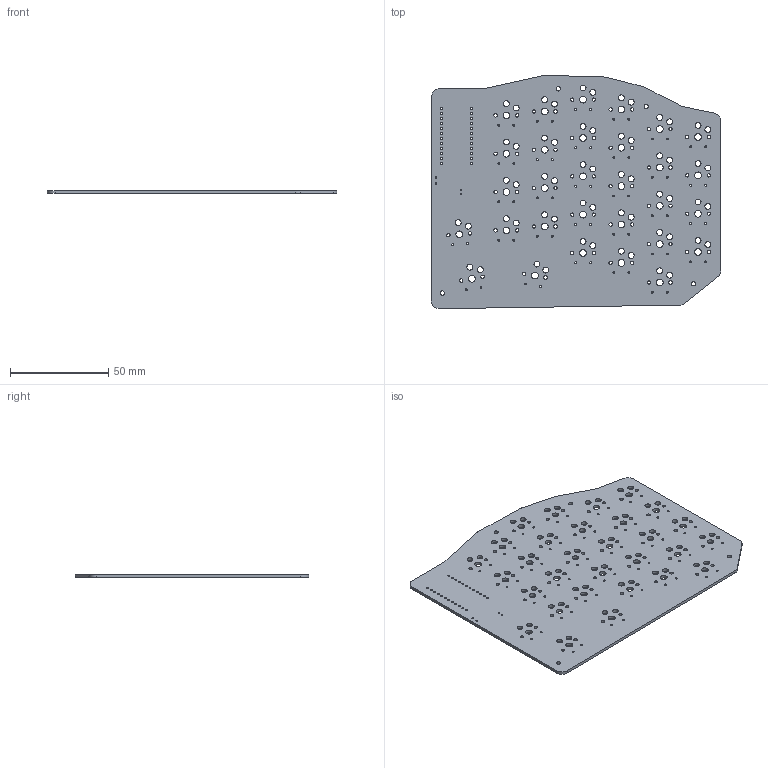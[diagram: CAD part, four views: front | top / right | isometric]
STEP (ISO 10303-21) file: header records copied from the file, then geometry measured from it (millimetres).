
FILE_DESCRIPTION(('KiCad electronic assembly'),'2;1');
FILE_NAME('right_finished.step','2025-06-07T03:36:03',('Pcbnew'),( 'Kicad'),'Open CASCADE STEP processor 7.8','KiCad to STEP converter' ,'Unknown');
FILE_SCHEMA(('AUTOMOTIVE_DESIGN { 1 0 10303 214 1 1 1 1 }'));
Length unit declared in the file: millimetre
Products named in the file (2): right_finished 1; right_finished_PCB
Assembly tree (1 placements, depth 2):
  right_finished 1
    right_finished_PCB
Bounding box: 147.18 x 118.71 x 1.51 mm (x, y, z)
Volume: 23101.5 mm3; surface area: 33620.8 mm2
Topology: 1 solids, 1 shells, 264 faces, 786 edges, 524 vertices
Faces by surface type: cylinder 252, plane 12
Full cylindrical faces by diameter (mm): 0.75 x2, 0.9 x2, 0.991 x60, 1 x24, 1.702 x60, 2.2 x4, 3 x60, 3.429 x30
Entity records: 10179 total; most frequent: DIRECTION 1822, CARTESIAN_POINT 1576, ORIENTED_EDGE 1572, EDGE_CURVE 786, AXIS2_PLACEMENT_3D 770, FACE_BOUND 748, EDGE_LOOP 748, VERTEX_POINT 524
